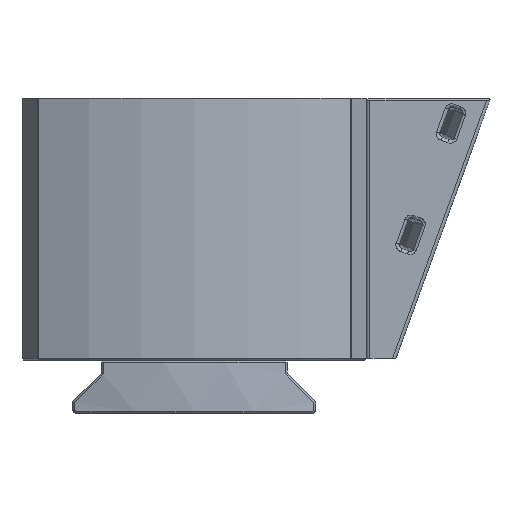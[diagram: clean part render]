
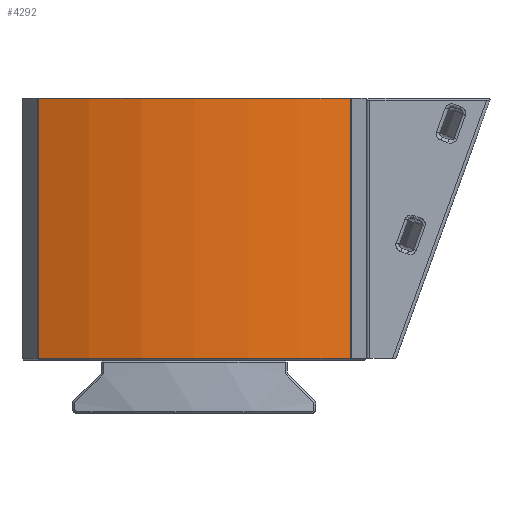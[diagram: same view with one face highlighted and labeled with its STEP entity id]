
A CAD part, front view. The second image highlights one B-rep face of the part: STEP entity #4292.
In plain terms, the highlighted cylindrical face has radius 60.97 mm (diameter 121.94 mm), a partial arc.
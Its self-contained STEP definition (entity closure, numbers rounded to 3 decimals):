
#245=CYLINDRICAL_SURFACE('',#4693,60.97);
#412=LINE('',#6593,#723);
#471=LINE('',#7428,#782);
#723=VECTOR('',#5279,10.);
#782=VECTOR('',#5534,10.);
#1131=FACE_OUTER_BOUND('',#1409,.T.);
#1409=EDGE_LOOP('',(#3409,#3410,#3411,#3412));
#1649=CIRCLE('',#4575,60.97);
#1696=CIRCLE('',#4655,60.97);
#1922=VERTEX_POINT('',#6538);
#1923=VERTEX_POINT('',#6542);
#1934=VERTEX_POINT('',#6591);
#2006=VERTEX_POINT('',#7111);
#2353=EDGE_CURVE('',#1922,#1923,#1649,.T.);
#2378=EDGE_CURVE('',#1934,#1922,#412,.T.);
#2481=EDGE_CURVE('',#2006,#1934,#1696,.T.);
#2521=EDGE_CURVE('',#1923,#2006,#471,.T.);
#3409=ORIENTED_EDGE('',*,*,#2353,.F.);
#3410=ORIENTED_EDGE('',*,*,#2378,.F.);
#3411=ORIENTED_EDGE('',*,*,#2481,.F.);
#3412=ORIENTED_EDGE('',*,*,#2521,.F.);
#4292=ADVANCED_FACE('',(#1131),#245,.T.);
#4575=AXIS2_PLACEMENT_3D('',#6544,#5220,#5221);
#4655=AXIS2_PLACEMENT_3D('',#7113,#5443,#5444);
#4693=AXIS2_PLACEMENT_3D('',#7427,#5532,#5533);
#5220=DIRECTION('center_axis',(0.,0.,-1.));
#5221=DIRECTION('ref_axis',(1.,0.,0.));
#5279=DIRECTION('',(0.,0.,-1.));
#5443=DIRECTION('center_axis',(0.,0.,1.));
#5444=DIRECTION('ref_axis',(1.,0.,0.));
#5532=DIRECTION('center_axis',(0.,0.,1.));
#5533=DIRECTION('ref_axis',(1.,0.,0.));
#5534=DIRECTION('',(0.,0.,1.));
#6538=CARTESIAN_POINT('',(48.512,-2.971,-3.7));
#6542=CARTESIAN_POINT('',(-0.212,-2.971,-3.7));
#6544=CARTESIAN_POINT('Origin',(24.15,52.92,-3.7));
#6591=CARTESIAN_POINT('',(48.512,-2.971,37.));
#6593=CARTESIAN_POINT('',(48.512,-2.971,0.));
#7111=CARTESIAN_POINT('',(-0.212,-2.971,37.));
#7113=CARTESIAN_POINT('Origin',(24.15,52.92,37.));
#7427=CARTESIAN_POINT('Origin',(24.15,52.92,0.));
#7428=CARTESIAN_POINT('',(-0.212,-2.971,0.));
